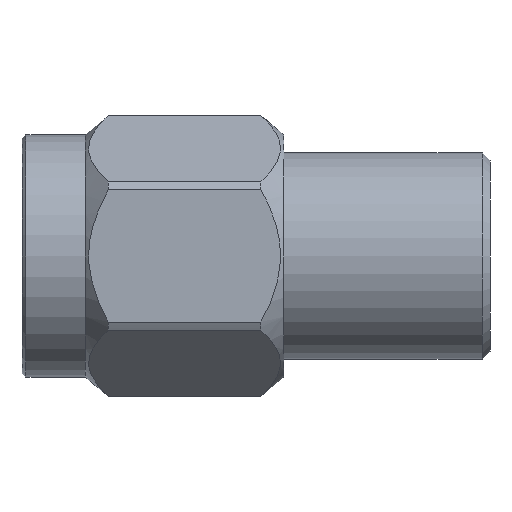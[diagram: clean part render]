
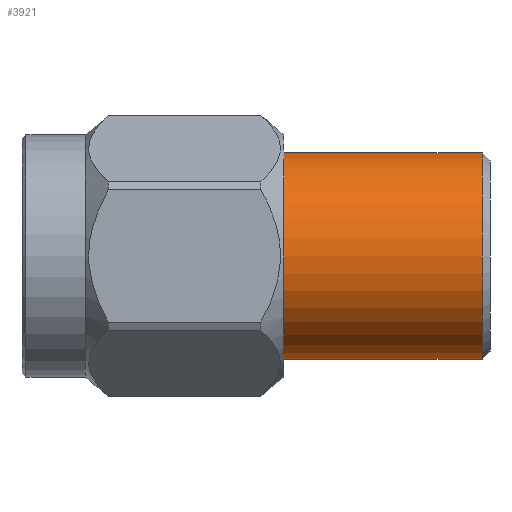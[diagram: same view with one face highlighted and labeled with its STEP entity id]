
A CAD part, front view. The second image highlights one B-rep face of the part: STEP entity #3921.
In plain terms, the highlighted cylindrical face has radius 3.302 mm (diameter 6.604 mm), a full revolution.
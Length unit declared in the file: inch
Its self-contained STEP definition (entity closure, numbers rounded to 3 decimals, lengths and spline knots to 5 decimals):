
#223 = DIRECTION ( 'NONE',  ( 1., 0., 0. ) ) ;
#594 = DIRECTION ( 'NONE',  ( 0., 0., -1. ) ) ;
#629 = DIRECTION ( 'NONE',  ( 1., 0., 0. ) ) ;
#742 = ORIENTED_EDGE ( 'NONE', *, *, #3364, .T. ) ;
#916 = DIRECTION ( 'NONE',  ( -1., 0., 0. ) ) ;
#926 = AXIS2_PLACEMENT_3D ( 'NONE', #3436, #916, #594 ) ;
#1217 = EDGE_CURVE ( 'NONE', #3481, #3481, #2975, .T. ) ;
#1285 = EDGE_LOOP ( 'NONE', ( #2262 ) ) ;
#1440 = CIRCLE ( 'NONE', #926, 0.13 ) ;
#1518 = FACE_OUTER_BOUND ( 'NONE', #1285, .T. ) ;
#2013 = EDGE_LOOP ( 'NONE', ( #742 ) ) ;
#2174 = FACE_OUTER_BOUND ( 'NONE', #2013, .T. ) ;
#2211 = DIRECTION ( 'NONE',  ( 0., 0., -1. ) ) ;
#2251 = CARTESIAN_POINT ( 'NONE',  ( 0.58, 0., -0.13 ) ) ;
#2262 = ORIENTED_EDGE ( 'NONE', *, *, #1217, .T. ) ;
#2859 = CARTESIAN_POINT ( 'NONE',  ( 0.33, 0., -0.13 ) ) ;
#2975 = CIRCLE ( 'NONE', #3238, 0.13 ) ;
#3138 = CYLINDRICAL_SURFACE ( 'NONE', #3891, 0.13 ) ;
#3238 = AXIS2_PLACEMENT_3D ( 'NONE', #3718, #629, #3407 ) ;
#3252 = VERTEX_POINT ( 'NONE', #2251 ) ;
#3364 = EDGE_CURVE ( 'NONE', #3252, #3252, #1440, .T. ) ;
#3407 = DIRECTION ( 'NONE',  ( 0., 0., -1. ) ) ;
#3436 = CARTESIAN_POINT ( 'NONE',  ( 0.58, 0., 0. ) ) ;
#3446 = CARTESIAN_POINT ( 'NONE',  ( 0.3, 0., 0. ) ) ;
#3481 = VERTEX_POINT ( 'NONE', #2859 ) ;
#3718 = CARTESIAN_POINT ( 'NONE',  ( 0.33, 0., 0. ) ) ;
#3891 = AXIS2_PLACEMENT_3D ( 'NONE', #3446, #223, #2211 ) ;
#3921 = ADVANCED_FACE ( 'NONE', ( #2174, #1518 ), #3138, .T. ) ;
